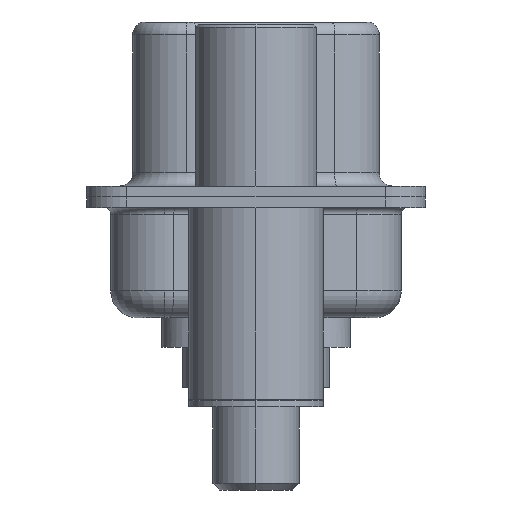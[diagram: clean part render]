
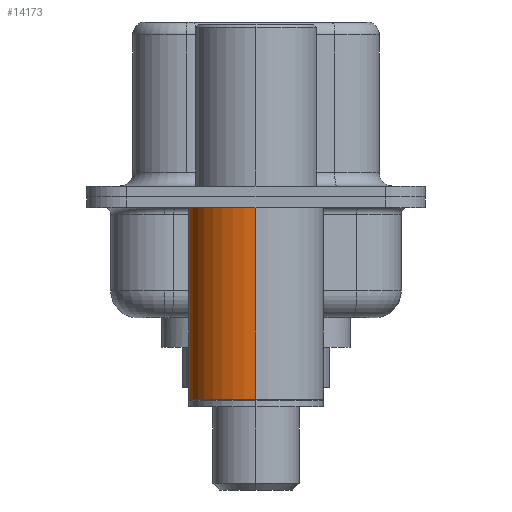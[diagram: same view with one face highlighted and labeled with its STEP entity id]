
A CAD part, left-side view. The second image highlights one B-rep face of the part: STEP entity #14173.
In plain terms, the highlighted cylindrical face has radius 2.5 mm (diameter 5 mm), a partial arc.
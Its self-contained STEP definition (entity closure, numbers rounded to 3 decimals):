
#63 = DIRECTION ( 'NONE',  ( 0., 0., 1. ) ) ;
#1063 = VERTEX_POINT ( 'NONE', #5346 ) ;
#1194 = DIRECTION ( 'NONE',  ( 0., 0., 1. ) ) ;
#2158 = AXIS2_PLACEMENT_3D ( 'NONE', #11331, #3803, #12581 ) ;
#2306 = CIRCLE ( 'NONE', #9512, 2.5 ) ;
#2583 = EDGE_LOOP ( 'NONE', ( #13054, #16218, #9840, #5358 ) ) ;
#3076 = VERTEX_POINT ( 'NONE', #4095 ) ;
#3598 = CARTESIAN_POINT ( 'NONE',  ( 0., 0., 0.581 ) ) ;
#3694 = VERTEX_POINT ( 'NONE', #8854 ) ;
#3803 = DIRECTION ( 'NONE',  ( 0., 0., 1. ) ) ;
#4095 = CARTESIAN_POINT ( 'NONE',  ( -2.5, 0., -7.525 ) ) ;
#4672 = EDGE_CURVE ( 'NONE', #3076, #14082, #11974, .T. ) ;
#5338 = VECTOR ( 'NONE', #63, 1000. ) ;
#5346 = CARTESIAN_POINT ( 'NONE',  ( 2.5, 0., -7.525 ) ) ;
#5358 = ORIENTED_EDGE ( 'NONE', *, *, #15957, .F. ) ;
#5822 = CARTESIAN_POINT ( 'NONE',  ( 0., 0., -0.4 ) ) ;
#6337 = CYLINDRICAL_SURFACE ( 'NONE', #9393, 2.5 ) ;
#6354 = CARTESIAN_POINT ( 'NONE',  ( 2.5, 0., 0.581 ) ) ;
#7091 = DIRECTION ( 'NONE',  ( 1., 0., 0. ) ) ;
#8854 = CARTESIAN_POINT ( 'NONE',  ( 2.5, 0., -0.4 ) ) ;
#9393 = AXIS2_PLACEMENT_3D ( 'NONE', #3598, #11075, #12382 ) ;
#9512 = AXIS2_PLACEMENT_3D ( 'NONE', #5822, #14589, #7091 ) ;
#9840 = ORIENTED_EDGE ( 'NONE', *, *, #15637, .F. ) ;
#10199 = CARTESIAN_POINT ( 'NONE',  ( -2.5, 0., 0.581 ) ) ;
#10924 = CARTESIAN_POINT ( 'NONE',  ( -2.5, 0., -0.4 ) ) ;
#11075 = DIRECTION ( 'NONE',  ( 0., 0., 1. ) ) ;
#11331 = CARTESIAN_POINT ( 'NONE',  ( 0., 0., -7.525 ) ) ;
#11669 = CIRCLE ( 'NONE', #2158, 2.5 ) ;
#11974 = LINE ( 'NONE', #10199, #12356 ) ;
#12356 = VECTOR ( 'NONE', #1194, 1000. ) ;
#12382 = DIRECTION ( 'NONE',  ( 1., 0., 0. ) ) ;
#12581 = DIRECTION ( 'NONE',  ( 1., 0., 0. ) ) ;
#12987 = EDGE_CURVE ( 'NONE', #1063, #3076, #11669, .T. ) ;
#12988 = FACE_OUTER_BOUND ( 'NONE', #2583, .T. ) ;
#13054 = ORIENTED_EDGE ( 'NONE', *, *, #12987, .T. ) ;
#14082 = VERTEX_POINT ( 'NONE', #10924 ) ;
#14173 = ADVANCED_FACE ( 'NONE', ( #12988 ), #6337, .T. ) ;
#14589 = DIRECTION ( 'NONE',  ( 0., 0., 1. ) ) ;
#15339 = LINE ( 'NONE', #6354, #5338 ) ;
#15637 = EDGE_CURVE ( 'NONE', #3694, #14082, #2306, .T. ) ;
#15957 = EDGE_CURVE ( 'NONE', #1063, #3694, #15339, .T. ) ;
#16218 = ORIENTED_EDGE ( 'NONE', *, *, #4672, .T. ) ;
